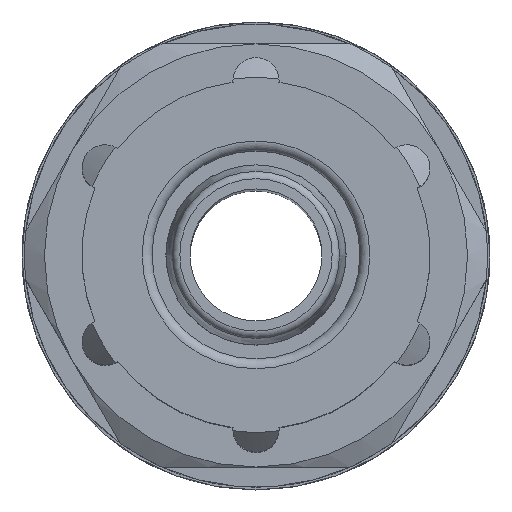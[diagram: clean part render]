
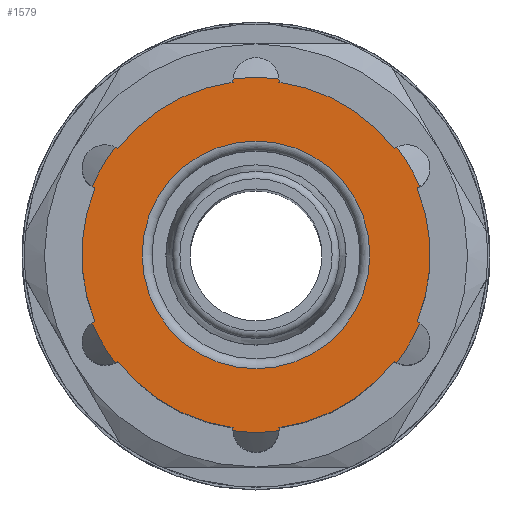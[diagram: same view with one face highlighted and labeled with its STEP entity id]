
A CAD part, top view. The second image highlights one B-rep face of the part: STEP entity #1579.
In plain terms, the highlighted face is planar.
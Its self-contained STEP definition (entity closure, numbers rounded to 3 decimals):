
#70=PLANE('',#1768);
#455=ORIENTED_EDGE('',*,*,#810,.F.);
#456=ORIENTED_EDGE('',*,*,#811,.F.);
#457=ORIENTED_EDGE('',*,*,#812,.T.);
#458=ORIENTED_EDGE('',*,*,#813,.T.);
#459=ORIENTED_EDGE('',*,*,#814,.T.);
#460=ORIENTED_EDGE('',*,*,#815,.F.);
#461=ORIENTED_EDGE('',*,*,#816,.T.);
#462=ORIENTED_EDGE('',*,*,#817,.T.);
#463=ORIENTED_EDGE('',*,*,#818,.T.);
#464=ORIENTED_EDGE('',*,*,#819,.F.);
#465=ORIENTED_EDGE('',*,*,#820,.T.);
#466=ORIENTED_EDGE('',*,*,#821,.T.);
#467=ORIENTED_EDGE('',*,*,#822,.T.);
#468=ORIENTED_EDGE('',*,*,#823,.F.);
#469=ORIENTED_EDGE('',*,*,#824,.T.);
#470=ORIENTED_EDGE('',*,*,#825,.T.);
#471=ORIENTED_EDGE('',*,*,#826,.T.);
#472=ORIENTED_EDGE('',*,*,#827,.F.);
#473=ORIENTED_EDGE('',*,*,#828,.T.);
#474=ORIENTED_EDGE('',*,*,#829,.T.);
#475=ORIENTED_EDGE('',*,*,#830,.T.);
#476=ORIENTED_EDGE('',*,*,#831,.F.);
#477=ORIENTED_EDGE('',*,*,#832,.T.);
#478=ORIENTED_EDGE('',*,*,#833,.T.);
#479=ORIENTED_EDGE('',*,*,#834,.T.);
#810=EDGE_CURVE('',#1007,#1007,#1142,.T.);
#811=EDGE_CURVE('',#1008,#1009,#1143,.F.);
#812=EDGE_CURVE('',#1008,#1010,#1144,.T.);
#813=EDGE_CURVE('',#1010,#1011,#1145,.T.);
#814=EDGE_CURVE('',#1011,#1012,#1146,.T.);
#815=EDGE_CURVE('',#1013,#1012,#1147,.F.);
#816=EDGE_CURVE('',#1013,#1014,#1148,.T.);
#817=EDGE_CURVE('',#1014,#1015,#1149,.T.);
#818=EDGE_CURVE('',#1015,#1016,#1150,.T.);
#819=EDGE_CURVE('',#1017,#1016,#1151,.F.);
#820=EDGE_CURVE('',#1017,#1018,#1152,.T.);
#821=EDGE_CURVE('',#1018,#1019,#1153,.T.);
#822=EDGE_CURVE('',#1019,#1020,#1154,.T.);
#823=EDGE_CURVE('',#1021,#1020,#1155,.F.);
#824=EDGE_CURVE('',#1021,#1022,#1156,.T.);
#825=EDGE_CURVE('',#1022,#1023,#1157,.T.);
#826=EDGE_CURVE('',#1023,#1024,#1158,.T.);
#827=EDGE_CURVE('',#1025,#1024,#1159,.F.);
#828=EDGE_CURVE('',#1025,#1026,#1160,.T.);
#829=EDGE_CURVE('',#1026,#1027,#1161,.T.);
#830=EDGE_CURVE('',#1027,#1028,#1162,.T.);
#831=EDGE_CURVE('',#1029,#1028,#1163,.F.);
#832=EDGE_CURVE('',#1029,#1030,#1164,.T.);
#833=EDGE_CURVE('',#1030,#1031,#1165,.T.);
#834=EDGE_CURVE('',#1031,#1009,#1166,.T.);
#1007=VERTEX_POINT('',#2693);
#1008=VERTEX_POINT('',#2695);
#1009=VERTEX_POINT('',#2696);
#1010=VERTEX_POINT('',#2698);
#1011=VERTEX_POINT('',#2700);
#1012=VERTEX_POINT('',#2702);
#1013=VERTEX_POINT('',#2704);
#1014=VERTEX_POINT('',#2706);
#1015=VERTEX_POINT('',#2708);
#1016=VERTEX_POINT('',#2710);
#1017=VERTEX_POINT('',#2712);
#1018=VERTEX_POINT('',#2714);
#1019=VERTEX_POINT('',#2716);
#1020=VERTEX_POINT('',#2718);
#1021=VERTEX_POINT('',#2720);
#1022=VERTEX_POINT('',#2722);
#1023=VERTEX_POINT('',#2724);
#1024=VERTEX_POINT('',#2726);
#1025=VERTEX_POINT('',#2728);
#1026=VERTEX_POINT('',#2730);
#1027=VERTEX_POINT('',#2732);
#1028=VERTEX_POINT('',#2734);
#1029=VERTEX_POINT('',#2736);
#1030=VERTEX_POINT('',#2738);
#1031=VERTEX_POINT('',#2740);
#1142=CIRCLE('',#1769,4.575);
#1143=CIRCLE('',#1770,7.125);
#1144=CIRCLE('',#1771,0.925);
#1145=CIRCLE('',#1772,7.);
#1146=CIRCLE('',#1773,0.925);
#1147=CIRCLE('',#1774,7.125);
#1148=CIRCLE('',#1775,0.925);
#1149=CIRCLE('',#1776,7.);
#1150=CIRCLE('',#1777,0.925);
#1151=CIRCLE('',#1778,7.125);
#1152=CIRCLE('',#1779,0.925);
#1153=CIRCLE('',#1780,7.);
#1154=CIRCLE('',#1781,0.925);
#1155=CIRCLE('',#1782,7.125);
#1156=CIRCLE('',#1783,0.925);
#1157=CIRCLE('',#1784,7.);
#1158=CIRCLE('',#1785,0.925);
#1159=CIRCLE('',#1786,7.125);
#1160=CIRCLE('',#1787,0.925);
#1161=CIRCLE('',#1788,7.);
#1162=CIRCLE('',#1789,0.925);
#1163=CIRCLE('',#1790,7.125);
#1164=CIRCLE('',#1791,0.925);
#1165=CIRCLE('',#1792,7.);
#1166=CIRCLE('',#1793,0.925);
#1290=EDGE_LOOP('',(#455));
#1291=EDGE_LOOP('',(#456,#457,#458,#459,#460,#461,#462,#463,#464,#465,#466,
#467,#468,#469,#470,#471,#472,#473,#474,#475,#476,#477,#478,#479));
#1430=FACE_BOUND('',#1290,.T.);
#1431=FACE_BOUND('',#1291,.T.);
#1579=ADVANCED_FACE('',(#1430,#1431),#70,.T.);
#1768=AXIS2_PLACEMENT_3D('',#2691,#2125,#2126);
#1769=AXIS2_PLACEMENT_3D('',#2692,#2127,#2128);
#1770=AXIS2_PLACEMENT_3D('',#2694,#2129,#2130);
#1771=AXIS2_PLACEMENT_3D('',#2697,#2131,#2132);
#1772=AXIS2_PLACEMENT_3D('',#2699,#2133,#2134);
#1773=AXIS2_PLACEMENT_3D('',#2701,#2135,#2136);
#1774=AXIS2_PLACEMENT_3D('',#2703,#2137,#2138);
#1775=AXIS2_PLACEMENT_3D('',#2705,#2139,#2140);
#1776=AXIS2_PLACEMENT_3D('',#2707,#2141,#2142);
#1777=AXIS2_PLACEMENT_3D('',#2709,#2143,#2144);
#1778=AXIS2_PLACEMENT_3D('',#2711,#2145,#2146);
#1779=AXIS2_PLACEMENT_3D('',#2713,#2147,#2148);
#1780=AXIS2_PLACEMENT_3D('',#2715,#2149,#2150);
#1781=AXIS2_PLACEMENT_3D('',#2717,#2151,#2152);
#1782=AXIS2_PLACEMENT_3D('',#2719,#2153,#2154);
#1783=AXIS2_PLACEMENT_3D('',#2721,#2155,#2156);
#1784=AXIS2_PLACEMENT_3D('',#2723,#2157,#2158);
#1785=AXIS2_PLACEMENT_3D('',#2725,#2159,#2160);
#1786=AXIS2_PLACEMENT_3D('',#2727,#2161,#2162);
#1787=AXIS2_PLACEMENT_3D('',#2729,#2163,#2164);
#1788=AXIS2_PLACEMENT_3D('',#2731,#2165,#2166);
#1789=AXIS2_PLACEMENT_3D('',#2733,#2167,#2168);
#1790=AXIS2_PLACEMENT_3D('',#2735,#2169,#2170);
#1791=AXIS2_PLACEMENT_3D('',#2737,#2171,#2172);
#1792=AXIS2_PLACEMENT_3D('',#2739,#2173,#2174);
#1793=AXIS2_PLACEMENT_3D('',#2741,#2175,#2176);
#2125=DIRECTION('',(1.,0.,0.));
#2126=DIRECTION('',(0.,0.,-1.));
#2127=DIRECTION('',(1.,0.,0.));
#2128=DIRECTION('',(0.,0.,-1.));
#2129=DIRECTION('',(1.,0.,0.));
#2130=DIRECTION('',(0.,0.,-1.));
#2131=DIRECTION('',(1.,0.,0.));
#2132=DIRECTION('',(0.,0.,-1.));
#2133=DIRECTION('',(1.,0.,0.));
#2134=DIRECTION('',(0.,0.,-1.));
#2135=DIRECTION('',(1.,0.,0.));
#2136=DIRECTION('',(0.,0.,-1.));
#2137=DIRECTION('',(1.,0.,0.));
#2138=DIRECTION('',(0.,0.,-1.));
#2139=DIRECTION('',(1.,0.,0.));
#2140=DIRECTION('',(0.,0.,-1.));
#2141=DIRECTION('',(1.,0.,0.));
#2142=DIRECTION('',(0.,0.,-1.));
#2143=DIRECTION('',(1.,0.,0.));
#2144=DIRECTION('',(0.,0.,-1.));
#2145=DIRECTION('',(1.,0.,0.));
#2146=DIRECTION('',(0.,0.,-1.));
#2147=DIRECTION('',(1.,0.,0.));
#2148=DIRECTION('',(0.,0.,-1.));
#2149=DIRECTION('',(1.,0.,0.));
#2150=DIRECTION('',(0.,0.,-1.));
#2151=DIRECTION('',(1.,0.,0.));
#2152=DIRECTION('',(0.,0.,-1.));
#2153=DIRECTION('',(1.,0.,0.));
#2154=DIRECTION('',(0.,0.,-1.));
#2155=DIRECTION('',(1.,0.,0.));
#2156=DIRECTION('',(0.,0.,-1.));
#2157=DIRECTION('',(1.,0.,0.));
#2158=DIRECTION('',(0.,0.,-1.));
#2159=DIRECTION('',(1.,0.,0.));
#2160=DIRECTION('',(0.,0.,-1.));
#2161=DIRECTION('',(1.,0.,0.));
#2162=DIRECTION('',(0.,0.,-1.));
#2163=DIRECTION('',(1.,0.,0.));
#2164=DIRECTION('',(0.,0.,-1.));
#2165=DIRECTION('',(1.,0.,0.));
#2166=DIRECTION('',(0.,0.,-1.));
#2167=DIRECTION('',(1.,0.,0.));
#2168=DIRECTION('',(0.,0.,-1.));
#2169=DIRECTION('',(1.,0.,0.));
#2170=DIRECTION('',(0.,0.,-1.));
#2171=DIRECTION('',(1.,0.,0.));
#2172=DIRECTION('',(0.,0.,-1.));
#2173=DIRECTION('',(1.,0.,0.));
#2174=DIRECTION('',(0.,0.,-1.));
#2175=DIRECTION('',(1.,0.,0.));
#2176=DIRECTION('',(0.,0.,-1.));
#2691=CARTESIAN_POINT('',(12.5,1.75,3.031));
#2692=CARTESIAN_POINT('',(12.5,0.,0.));
#2693=CARTESIAN_POINT('',(12.5,0.,-4.575));
#2694=CARTESIAN_POINT('',(12.5,0.,0.));
#2695=CARTESIAN_POINT('',(12.5,-2.733,-6.58));
#2696=CARTESIAN_POINT('',(12.5,-4.332,-5.657));
#2697=CARTESIAN_POINT('',(12.5,-3.5,-6.062));
#2698=CARTESIAN_POINT('',(12.5,-2.67,-6.471));
#2699=CARTESIAN_POINT('',(12.5,0.,0.));
#2700=CARTESIAN_POINT('',(12.5,2.67,-6.471));
#2701=CARTESIAN_POINT('',(12.5,3.5,-6.062));
#2702=CARTESIAN_POINT('',(12.5,2.733,-6.58));
#2703=CARTESIAN_POINT('',(12.5,0.,0.));
#2704=CARTESIAN_POINT('',(12.5,4.332,-5.657));
#2705=CARTESIAN_POINT('',(12.5,3.5,-6.062));
#2706=CARTESIAN_POINT('',(12.5,4.269,-5.548));
#2707=CARTESIAN_POINT('',(12.5,0.,0.));
#2708=CARTESIAN_POINT('',(12.5,6.939,-0.923));
#2709=CARTESIAN_POINT('',(12.5,7.,0.));
#2710=CARTESIAN_POINT('',(12.5,7.065,-0.923));
#2711=CARTESIAN_POINT('',(12.5,0.,0.));
#2712=CARTESIAN_POINT('',(12.5,7.065,0.923));
#2713=CARTESIAN_POINT('',(12.5,7.,0.));
#2714=CARTESIAN_POINT('',(12.5,6.939,0.923));
#2715=CARTESIAN_POINT('',(12.5,0.,0.));
#2716=CARTESIAN_POINT('',(12.5,4.269,5.548));
#2717=CARTESIAN_POINT('',(12.5,3.5,6.062));
#2718=CARTESIAN_POINT('',(12.5,4.332,5.657));
#2719=CARTESIAN_POINT('',(12.5,0.,0.));
#2720=CARTESIAN_POINT('',(12.5,2.733,6.58));
#2721=CARTESIAN_POINT('',(12.5,3.5,6.062));
#2722=CARTESIAN_POINT('',(12.5,2.67,6.471));
#2723=CARTESIAN_POINT('',(12.5,0.,0.));
#2724=CARTESIAN_POINT('',(12.5,-2.67,6.471));
#2725=CARTESIAN_POINT('',(12.5,-3.5,6.062));
#2726=CARTESIAN_POINT('',(12.5,-2.733,6.58));
#2727=CARTESIAN_POINT('',(12.5,0.,0.));
#2728=CARTESIAN_POINT('',(12.5,-4.332,5.657));
#2729=CARTESIAN_POINT('',(12.5,-3.5,6.062));
#2730=CARTESIAN_POINT('',(12.5,-4.269,5.548));
#2731=CARTESIAN_POINT('',(12.5,0.,0.));
#2732=CARTESIAN_POINT('',(12.5,-6.939,0.923));
#2733=CARTESIAN_POINT('',(12.5,-7.,0.));
#2734=CARTESIAN_POINT('',(12.5,-7.065,0.923));
#2735=CARTESIAN_POINT('',(12.5,0.,0.));
#2736=CARTESIAN_POINT('',(12.5,-7.065,-0.923));
#2737=CARTESIAN_POINT('',(12.5,-7.,0.));
#2738=CARTESIAN_POINT('',(12.5,-6.939,-0.923));
#2739=CARTESIAN_POINT('',(12.5,0.,0.));
#2740=CARTESIAN_POINT('',(12.5,-4.269,-5.548));
#2741=CARTESIAN_POINT('',(12.5,-3.5,-6.062));
